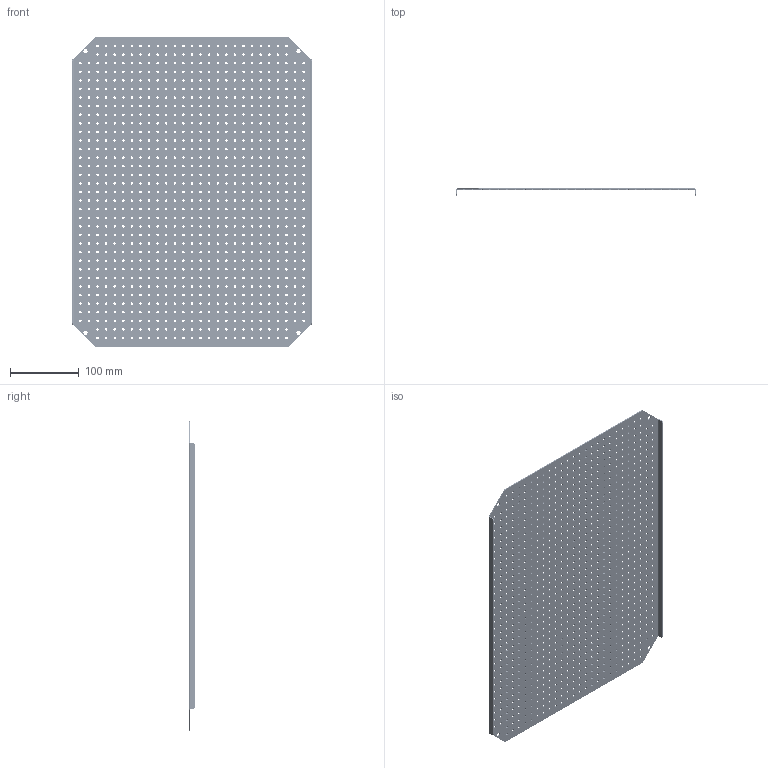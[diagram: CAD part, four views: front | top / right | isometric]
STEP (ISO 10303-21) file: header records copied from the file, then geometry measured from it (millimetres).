
FILE_DESCRIPTION (( 'STEP AP214' ), '1' );
FILE_NAME ('MPMP 5040.STEP', '2018-09-20T10:34:37', ( '' ), ( '' ), 'SwSTEP 2.0', 'SolidWorks 2017', '' );
FILE_SCHEMA (( 'AUTOMOTIVE_DESIGN' ));
Length unit declared in the file: millimetre
Products named in the file (1): MPMP 5040
Bounding box: 349.75 x 10.13 x 450 mm (x, y, z)
Volume: 227546 mm3; surface area: 321593.5 mm2
Topology: 1 solids, 1 shells, 1904 faces, 5690 edges, 3788 vertices
Faces by surface type: cylinder 1878, plane 22, bspline 4
Entity records: 70216 total; most frequent: DIRECTION 13232, CARTESIAN_POINT 11475, ORIENTED_EDGE 11380, EDGE_CURVE 5690, AXIS2_PLACEMENT_3D 5657, VERTEX_POINT 3788, EDGE_LOOP 3770, CIRCLE 3756
